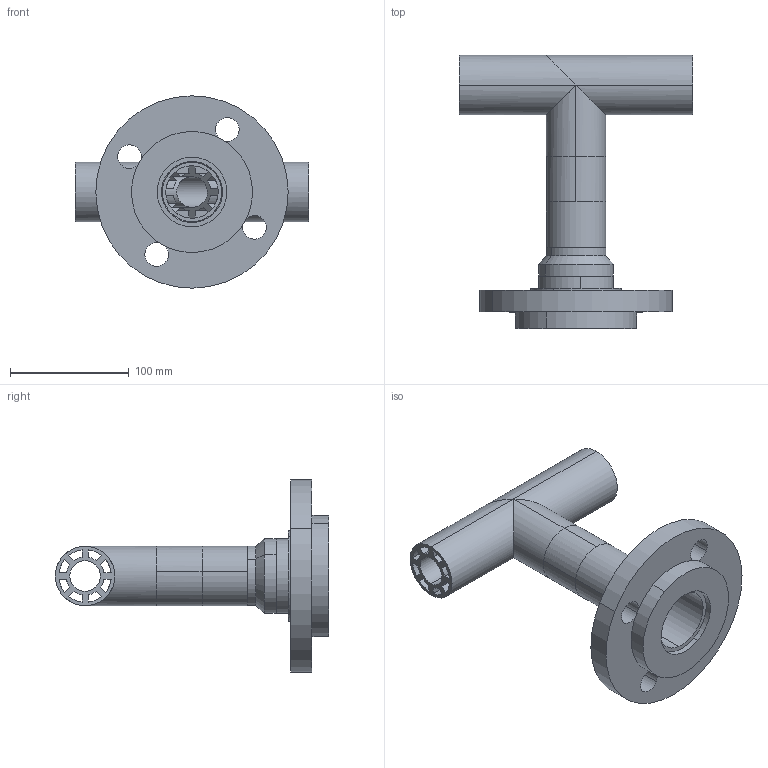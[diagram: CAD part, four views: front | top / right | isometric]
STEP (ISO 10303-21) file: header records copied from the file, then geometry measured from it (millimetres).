
FILE_DESCRIPTION (( 'STEP AP203' ), '1' );
FILE_NAME ('--7867211.STEP', '2015-03-24T14:55:50', ( 'enduser' ), ( '' ), 'SwSTEP 2.0', 'SolidWorks 2014', '' );
FILE_SCHEMA (( 'CONFIG_CONTROL_DESIGN' ));
Length unit declared in the file: inch
Products named in the file (1): --7867211
Bounding box: 196.85 x 230.02 x 161.99 mm (x, y, z)
Surface area: 203937.8 mm2 (no closed solid volume)
Topology: 0 solids, 9 shells, 113 faces, 313 edges, 209 vertices
Faces by surface type: cylinder 70, plane 41, cone 2
Entity records: 3734 total; most frequent: CARTESIAN_POINT 768, DIRECTION 600, ORIENTED_EDGE 565, EDGE_CURVE 313, AXIS2_PLACEMENT_3D 216, VERTEX_POINT 209, LINE 168, VECTOR 168
